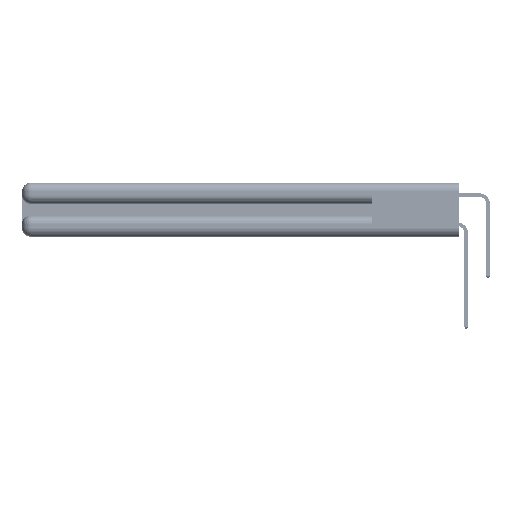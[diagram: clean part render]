
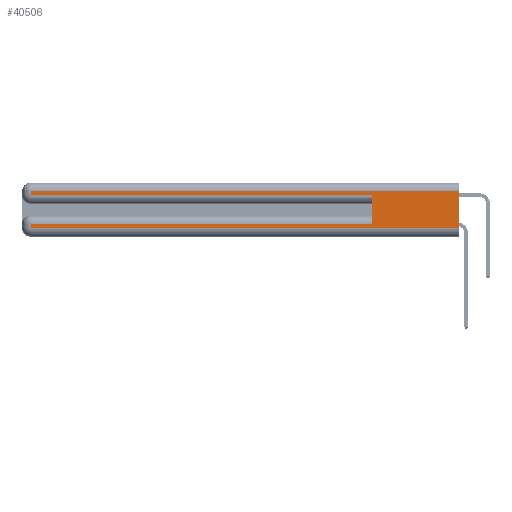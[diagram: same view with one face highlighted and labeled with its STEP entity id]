
A CAD part, left-side view. The second image highlights one B-rep face of the part: STEP entity #40506.
In plain terms, the highlighted planar face has unit normal (-1, 0, 0).
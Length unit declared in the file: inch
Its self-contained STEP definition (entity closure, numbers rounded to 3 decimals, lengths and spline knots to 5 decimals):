
#268 = ORIENTED_EDGE ( 'NONE', *, *, #51875, .F. ) ;
#337 = EDGE_LOOP ( 'NONE', ( #55340, #54096, #56212, #38094, #268, #37418, #21794, #12359 ) ) ;
#1945 = EDGE_CURVE ( 'NONE', #39714, #25801, #50605, .T. ) ;
#2108 = CARTESIAN_POINT ( 'NONE',  ( 0., 0., 0.37 ) ) ;
#4390 = DIRECTION ( 'NONE',  ( 0., 1., 0. ) ) ;
#5733 = VECTOR ( 'NONE', #40264, 39.37008 ) ;
#6625 = DIRECTION ( 'NONE',  ( 0., 0., -1. ) ) ;
#9655 = LINE ( 'NONE', #52154, #32133 ) ;
#11023 = CARTESIAN_POINT ( 'NONE',  ( 0., 2.94, 0.37 ) ) ;
#12359 = ORIENTED_EDGE ( 'NONE', *, *, #36185, .T. ) ;
#12628 = VERTEX_POINT ( 'NONE', #49394 ) ;
#13643 = CARTESIAN_POINT ( 'NONE',  ( 0., 0., 0.06 ) ) ;
#14365 = CARTESIAN_POINT ( 'NONE',  ( 0., 0.6, 0.145 ) ) ;
#14466 = EDGE_CURVE ( 'NONE', #16136, #24232, #29637, .T. ) ;
#16136 = VERTEX_POINT ( 'NONE', #21272 ) ;
#17822 = EDGE_CURVE ( 'NONE', #21125, #12628, #9655, .T. ) ;
#19505 = CARTESIAN_POINT ( 'NONE',  ( 0., 2.94, 0.085 ) ) ;
#19813 = LINE ( 'NONE', #14365, #30355 ) ;
#20736 = CARTESIAN_POINT ( 'NONE',  ( 0., 2.94, 0.37 ) ) ;
#21125 = VERTEX_POINT ( 'NONE', #28290 ) ;
#21272 = CARTESIAN_POINT ( 'NONE',  ( 0., 0., 0.31 ) ) ;
#21794 = ORIENTED_EDGE ( 'NONE', *, *, #1945, .T. ) ;
#23076 = EDGE_CURVE ( 'NONE', #44423, #39714, #28573, .T. ) ;
#24232 = VERTEX_POINT ( 'NONE', #43889 ) ;
#24776 = LINE ( 'NONE', #20736, #48544 ) ;
#25801 = VERTEX_POINT ( 'NONE', #28282 ) ;
#26862 = VECTOR ( 'NONE', #46865, 39.37008 ) ;
#28282 = CARTESIAN_POINT ( 'NONE',  ( 0., 2.94, 0.06 ) ) ;
#28290 = CARTESIAN_POINT ( 'NONE',  ( 0., 2.94, 0.285 ) ) ;
#28573 = LINE ( 'NONE', #57517, #50904 ) ;
#28735 = EDGE_CURVE ( 'NONE', #28850, #21125, #24776, .T. ) ;
#28850 = VERTEX_POINT ( 'NONE', #39334 ) ;
#29637 = LINE ( 'NONE', #57810, #5733 ) ;
#29931 = DIRECTION ( 'NONE',  ( 0., -1., 0. ) ) ;
#30129 = FACE_OUTER_BOUND ( 'NONE', #337, .T. ) ;
#30355 = VECTOR ( 'NONE', #41201, 39.37008 ) ;
#30614 = EDGE_CURVE ( 'NONE', #16136, #28850, #54561, .T. ) ;
#31362 = VECTOR ( 'NONE', #40485, 39.37008 ) ;
#32133 = VECTOR ( 'NONE', #29931, 39.37008 ) ;
#33544 = DIRECTION ( 'NONE',  ( 1., 0., 0. ) ) ;
#35264 = DIRECTION ( 'NONE',  ( 0., 1., 0. ) ) ;
#36185 = EDGE_CURVE ( 'NONE', #25801, #24232, #55091, .T. ) ;
#37418 = ORIENTED_EDGE ( 'NONE', *, *, #23076, .T. ) ;
#38094 = ORIENTED_EDGE ( 'NONE', *, *, #17822, .T. ) ;
#39334 = CARTESIAN_POINT ( 'NONE',  ( 0., 2.94, 0.31 ) ) ;
#39714 = VERTEX_POINT ( 'NONE', #19505 ) ;
#40264 = DIRECTION ( 'NONE',  ( 0., 0., -1. ) ) ;
#40485 = DIRECTION ( 'NONE',  ( 0., -1., 0. ) ) ;
#40506 = ADVANCED_FACE ( 'NONE', ( #30129 ), #55773, .F. ) ;
#41201 = DIRECTION ( 'NONE',  ( 0., 0., 1. ) ) ;
#41423 = CARTESIAN_POINT ( 'NONE',  ( 0., 0.6, 0.085 ) ) ;
#43889 = CARTESIAN_POINT ( 'NONE',  ( 0., 0., 0.06 ) ) ;
#44126 = VECTOR ( 'NONE', #4390, 39.37008 ) ;
#44423 = VERTEX_POINT ( 'NONE', #41423 ) ;
#46865 = DIRECTION ( 'NONE',  ( 0., 0., -1. ) ) ;
#47543 = DIRECTION ( 'NONE',  ( 0., 0., -1. ) ) ;
#48544 = VECTOR ( 'NONE', #47543, 39.37008 ) ;
#49055 = CARTESIAN_POINT ( 'NONE',  ( 0., 0., 0.31 ) ) ;
#49394 = CARTESIAN_POINT ( 'NONE',  ( 0., 0.6, 0.285 ) ) ;
#50605 = LINE ( 'NONE', #11023, #26862 ) ;
#50904 = VECTOR ( 'NONE', #35264, 39.37008 ) ;
#51875 = EDGE_CURVE ( 'NONE', #44423, #12628, #19813, .T. ) ;
#52154 = CARTESIAN_POINT ( 'NONE',  ( 0., 0., 0.285 ) ) ;
#52262 = AXIS2_PLACEMENT_3D ( 'NONE', #2108, #33544, #6625 ) ;
#54096 = ORIENTED_EDGE ( 'NONE', *, *, #30614, .T. ) ;
#54561 = LINE ( 'NONE', #49055, #44126 ) ;
#55091 = LINE ( 'NONE', #13643, #31362 ) ;
#55340 = ORIENTED_EDGE ( 'NONE', *, *, #14466, .F. ) ;
#55773 = PLANE ( 'NONE',  #52262 ) ;
#56212 = ORIENTED_EDGE ( 'NONE', *, *, #28735, .T. ) ;
#57517 = CARTESIAN_POINT ( 'NONE',  ( 0., 0., 0.085 ) ) ;
#57810 = CARTESIAN_POINT ( 'NONE',  ( 0., 0., 0.37 ) ) ;
